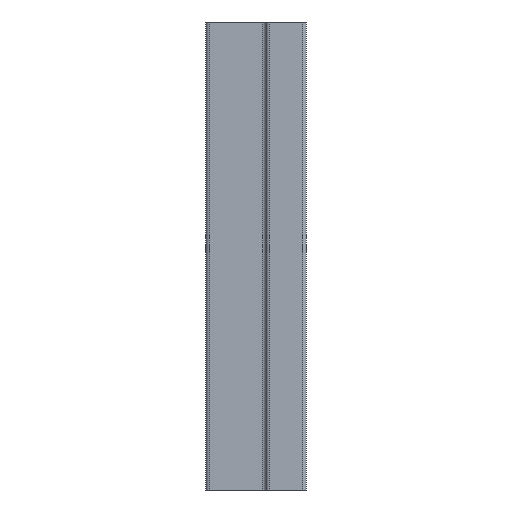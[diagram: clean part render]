
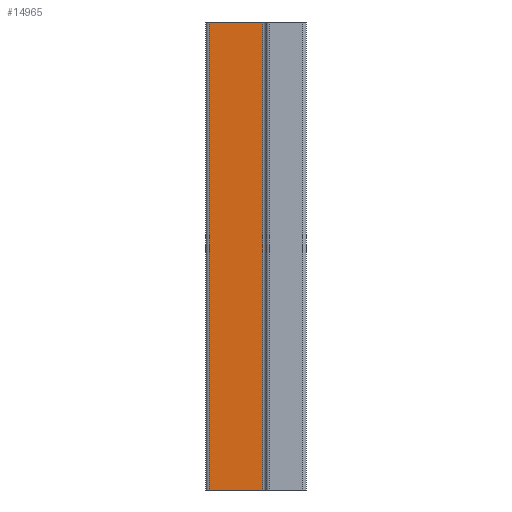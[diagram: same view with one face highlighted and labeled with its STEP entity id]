
A CAD part, left-side view. The second image highlights one B-rep face of the part: STEP entity #14965.
In plain terms, the highlighted planar face has unit normal (-1, 0, 0).
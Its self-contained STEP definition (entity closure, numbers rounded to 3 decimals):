
#13309 = PLANE('',#13310);
#13310 = AXIS2_PLACEMENT_3D('',#13311,#13312,#13313);
#13311 = CARTESIAN_POINT('',(0.,6.21,0.));
#13312 = DIRECTION('',(0.,0.,1.));
#13313 = DIRECTION('',(1.,0.,0.));
#14297 = VERTEX_POINT('',#14298);
#14298 = CARTESIAN_POINT('',(-1.,14.5,0.));
#14317 = CYLINDRICAL_SURFACE('',#14318,0.5);
#14318 = AXIS2_PLACEMENT_3D('',#14319,#14320,#14321);
#14319 = CARTESIAN_POINT('',(-0.5,14.5,0.));
#14320 = DIRECTION('',(0.,0.,1.));
#14321 = DIRECTION('',(-1.,0.,0.));
#14329 = EDGE_CURVE('',#14330,#14297,#14332,.T.);
#14330 = VERTEX_POINT('',#14331);
#14331 = CARTESIAN_POINT('',(-1.,6.5,0.));
#14332 = SURFACE_CURVE('',#14333,(#14337,#14344),.PCURVE_S1.);
#14333 = LINE('',#14334,#14335);
#14334 = CARTESIAN_POINT('',(-1.,6.,0.));
#14335 = VECTOR('',#14336,1.);
#14336 = DIRECTION('',(0.,1.,0.));
#14337 = PCURVE('',#13309,#14338);
#14338 = DEFINITIONAL_REPRESENTATION('',(#14339),#14343);
#14339 = LINE('',#14340,#14341);
#14340 = CARTESIAN_POINT('',(-1.,-0.21));
#14341 = VECTOR('',#14342,1.);
#14342 = DIRECTION('',(0.,1.));
#14343 = ( GEOMETRIC_REPRESENTATION_CONTEXT(2) 
PARAMETRIC_REPRESENTATION_CONTEXT() REPRESENTATION_CONTEXT('2D SPACE',''
  ) );
#14344 = PCURVE('',#14345,#14350);
#14345 = PLANE('',#14346);
#14346 = AXIS2_PLACEMENT_3D('',#14347,#14348,#14349);
#14347 = CARTESIAN_POINT('',(-1.,6.,0.));
#14348 = DIRECTION('',(-1.,0.,0.));
#14349 = DIRECTION('',(0.,1.,0.));
#14350 = DEFINITIONAL_REPRESENTATION('',(#14351),#14355);
#14351 = LINE('',#14352,#14353);
#14352 = CARTESIAN_POINT('',(0.,0.));
#14353 = VECTOR('',#14354,1.);
#14354 = DIRECTION('',(1.,0.));
#14355 = ( GEOMETRIC_REPRESENTATION_CONTEXT(2) 
PARAMETRIC_REPRESENTATION_CONTEXT() REPRESENTATION_CONTEXT('2D SPACE',''
  ) );
#14378 = CYLINDRICAL_SURFACE('',#14379,0.5);
#14379 = AXIS2_PLACEMENT_3D('',#14380,#14381,#14382);
#14380 = CARTESIAN_POINT('',(-1.5,6.5,0.));
#14381 = DIRECTION('',(0.,0.,1.));
#14382 = DIRECTION('',(1.,0.,0.));
#14597 = PLANE('',#14598);
#14598 = AXIS2_PLACEMENT_3D('',#14599,#14600,#14601);
#14599 = CARTESIAN_POINT('',(0.,6.21,70.));
#14600 = DIRECTION('',(0.,0.,1.));
#14601 = DIRECTION('',(1.,0.,0.));
#14918 = VERTEX_POINT('',#14919);
#14919 = CARTESIAN_POINT('',(-1.,6.5,70.));
#14945 = EDGE_CURVE('',#14330,#14918,#14946,.T.);
#14946 = SURFACE_CURVE('',#14947,(#14951,#14958),.PCURVE_S1.);
#14947 = LINE('',#14948,#14949);
#14948 = CARTESIAN_POINT('',(-1.,6.5,0.));
#14949 = VECTOR('',#14950,1.);
#14950 = DIRECTION('',(0.,0.,1.));
#14951 = PCURVE('',#14378,#14952);
#14952 = DEFINITIONAL_REPRESENTATION('',(#14953),#14957);
#14953 = LINE('',#14954,#14955);
#14954 = CARTESIAN_POINT('',(-0.,0.));
#14955 = VECTOR('',#14956,1.);
#14956 = DIRECTION('',(-0.,1.));
#14957 = ( GEOMETRIC_REPRESENTATION_CONTEXT(2) 
PARAMETRIC_REPRESENTATION_CONTEXT() REPRESENTATION_CONTEXT('2D SPACE',''
  ) );
#14958 = PCURVE('',#14345,#14959);
#14959 = DEFINITIONAL_REPRESENTATION('',(#14960),#14964);
#14960 = LINE('',#14961,#14962);
#14961 = CARTESIAN_POINT('',(0.5,0.));
#14962 = VECTOR('',#14963,1.);
#14963 = DIRECTION('',(0.,-1.));
#14964 = ( GEOMETRIC_REPRESENTATION_CONTEXT(2) 
PARAMETRIC_REPRESENTATION_CONTEXT() REPRESENTATION_CONTEXT('2D SPACE',''
  ) );
#14965 = ADVANCED_FACE('',(#14966),#14345,.T.);
#14966 = FACE_BOUND('',#14967,.T.);
#14967 = EDGE_LOOP('',(#14968,#14969,#14970,#14993));
#14968 = ORIENTED_EDGE('',*,*,#14329,.F.);
#14969 = ORIENTED_EDGE('',*,*,#14945,.T.);
#14970 = ORIENTED_EDGE('',*,*,#14971,.T.);
#14971 = EDGE_CURVE('',#14918,#14972,#14974,.T.);
#14972 = VERTEX_POINT('',#14973);
#14973 = CARTESIAN_POINT('',(-1.,14.5,70.));
#14974 = SURFACE_CURVE('',#14975,(#14979,#14986),.PCURVE_S1.);
#14975 = LINE('',#14976,#14977);
#14976 = CARTESIAN_POINT('',(-1.,6.,70.));
#14977 = VECTOR('',#14978,1.);
#14978 = DIRECTION('',(0.,1.,0.));
#14979 = PCURVE('',#14345,#14980);
#14980 = DEFINITIONAL_REPRESENTATION('',(#14981),#14985);
#14981 = LINE('',#14982,#14983);
#14982 = CARTESIAN_POINT('',(0.,-70.));
#14983 = VECTOR('',#14984,1.);
#14984 = DIRECTION('',(1.,0.));
#14985 = ( GEOMETRIC_REPRESENTATION_CONTEXT(2) 
PARAMETRIC_REPRESENTATION_CONTEXT() REPRESENTATION_CONTEXT('2D SPACE',''
  ) );
#14986 = PCURVE('',#14597,#14987);
#14987 = DEFINITIONAL_REPRESENTATION('',(#14988),#14992);
#14988 = LINE('',#14989,#14990);
#14989 = CARTESIAN_POINT('',(-1.,-0.21));
#14990 = VECTOR('',#14991,1.);
#14991 = DIRECTION('',(0.,1.));
#14992 = ( GEOMETRIC_REPRESENTATION_CONTEXT(2) 
PARAMETRIC_REPRESENTATION_CONTEXT() REPRESENTATION_CONTEXT('2D SPACE',''
  ) );
#14993 = ORIENTED_EDGE('',*,*,#14994,.F.);
#14994 = EDGE_CURVE('',#14297,#14972,#14995,.T.);
#14995 = SURFACE_CURVE('',#14996,(#15000,#15007),.PCURVE_S1.);
#14996 = LINE('',#14997,#14998);
#14997 = CARTESIAN_POINT('',(-1.,14.5,0.));
#14998 = VECTOR('',#14999,1.);
#14999 = DIRECTION('',(0.,0.,1.));
#15000 = PCURVE('',#14345,#15001);
#15001 = DEFINITIONAL_REPRESENTATION('',(#15002),#15006);
#15002 = LINE('',#15003,#15004);
#15003 = CARTESIAN_POINT('',(8.5,0.));
#15004 = VECTOR('',#15005,1.);
#15005 = DIRECTION('',(0.,-1.));
#15006 = ( GEOMETRIC_REPRESENTATION_CONTEXT(2) 
PARAMETRIC_REPRESENTATION_CONTEXT() REPRESENTATION_CONTEXT('2D SPACE',''
  ) );
#15007 = PCURVE('',#14317,#15008);
#15008 = DEFINITIONAL_REPRESENTATION('',(#15009),#15013);
#15009 = LINE('',#15010,#15011);
#15010 = CARTESIAN_POINT('',(-0.,0.));
#15011 = VECTOR('',#15012,1.);
#15012 = DIRECTION('',(-0.,1.));
#15013 = ( GEOMETRIC_REPRESENTATION_CONTEXT(2) 
PARAMETRIC_REPRESENTATION_CONTEXT() REPRESENTATION_CONTEXT('2D SPACE',''
  ) );
